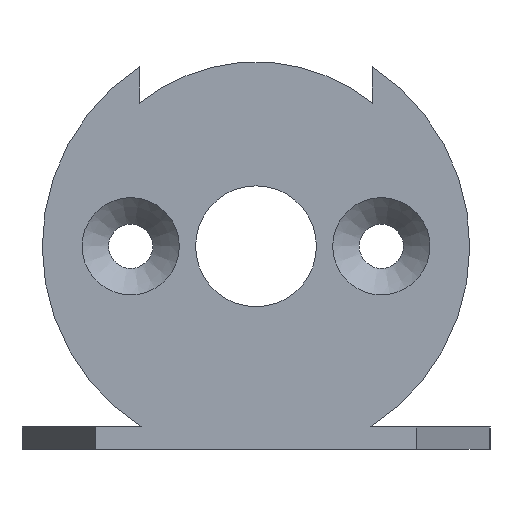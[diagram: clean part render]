
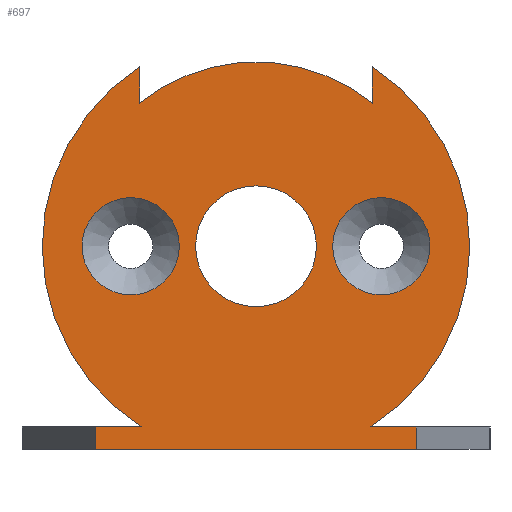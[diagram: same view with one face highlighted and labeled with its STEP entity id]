
A CAD part, front view. The second image highlights one B-rep face of the part: STEP entity #697.
In plain terms, the highlighted planar face has unit normal (0, -1, 0).
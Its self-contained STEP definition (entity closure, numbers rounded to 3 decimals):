
#20=FACE_BOUND('',#93,.T.);
#21=FACE_BOUND('',#94,.T.);
#22=FACE_BOUND('',#95,.T.);
#32=PLANE('',#755);
#54=FACE_OUTER_BOUND('',#92,.T.);
#92=EDGE_LOOP('',(#488,#489,#490,#491,#492,#493,#494,#495,#496,#497,#498,
#499));
#93=EDGE_LOOP('',(#500));
#94=EDGE_LOOP('',(#501));
#95=EDGE_LOOP('',(#502));
#144=LINE('',#1059,#212);
#145=LINE('',#1061,#213);
#146=LINE('',#1063,#214);
#147=LINE('',#1065,#215);
#148=LINE('',#1067,#216);
#149=LINE('',#1071,#217);
#150=LINE('',#1075,#218);
#151=LINE('',#1079,#219);
#212=VECTOR('',#843,10.);
#213=VECTOR('',#844,10.);
#214=VECTOR('',#845,10.);
#215=VECTOR('',#846,10.);
#216=VECTOR('',#847,10.);
#217=VECTOR('',#850,10.);
#218=VECTOR('',#853,10.);
#219=VECTOR('',#856,10.);
#282=CIRCLE('',#756,14.5);
#283=CIRCLE('',#757,12.5);
#284=CIRCLE('',#758,12.5);
#285=CIRCLE('',#759,14.5);
#286=CIRCLE('',#760,3.3);
#287=CIRCLE('',#761,4.1);
#288=CIRCLE('',#762,3.3);
#320=VERTEX_POINT('',#1057);
#321=VERTEX_POINT('',#1058);
#322=VERTEX_POINT('',#1060);
#323=VERTEX_POINT('',#1062);
#324=VERTEX_POINT('',#1064);
#325=VERTEX_POINT('',#1066);
#326=VERTEX_POINT('',#1068);
#327=VERTEX_POINT('',#1070);
#328=VERTEX_POINT('',#1072);
#329=VERTEX_POINT('',#1074);
#330=VERTEX_POINT('',#1076);
#331=VERTEX_POINT('',#1078);
#332=VERTEX_POINT('',#1081);
#333=VERTEX_POINT('',#1083);
#334=VERTEX_POINT('',#1085);
#386=EDGE_CURVE('',#320,#321,#144,.T.);
#387=EDGE_CURVE('',#321,#322,#145,.T.);
#388=EDGE_CURVE('',#322,#323,#146,.T.);
#389=EDGE_CURVE('',#323,#324,#147,.T.);
#390=EDGE_CURVE('',#324,#325,#148,.T.);
#391=EDGE_CURVE('',#325,#326,#282,.T.);
#392=EDGE_CURVE('',#326,#327,#149,.T.);
#393=EDGE_CURVE('',#327,#328,#283,.T.);
#394=EDGE_CURVE('',#328,#329,#150,.T.);
#395=EDGE_CURVE('',#329,#330,#284,.T.);
#396=EDGE_CURVE('',#330,#331,#151,.T.);
#397=EDGE_CURVE('',#331,#320,#285,.T.);
#398=EDGE_CURVE('',#332,#332,#286,.T.);
#399=EDGE_CURVE('',#333,#333,#287,.F.);
#400=EDGE_CURVE('',#334,#334,#288,.T.);
#488=ORIENTED_EDGE('',*,*,#386,.T.);
#489=ORIENTED_EDGE('',*,*,#387,.T.);
#490=ORIENTED_EDGE('',*,*,#388,.T.);
#491=ORIENTED_EDGE('',*,*,#389,.T.);
#492=ORIENTED_EDGE('',*,*,#390,.T.);
#493=ORIENTED_EDGE('',*,*,#391,.T.);
#494=ORIENTED_EDGE('',*,*,#392,.T.);
#495=ORIENTED_EDGE('',*,*,#393,.T.);
#496=ORIENTED_EDGE('',*,*,#394,.T.);
#497=ORIENTED_EDGE('',*,*,#395,.T.);
#498=ORIENTED_EDGE('',*,*,#396,.T.);
#499=ORIENTED_EDGE('',*,*,#397,.T.);
#500=ORIENTED_EDGE('',*,*,#398,.F.);
#501=ORIENTED_EDGE('',*,*,#399,.T.);
#502=ORIENTED_EDGE('',*,*,#400,.F.);
#697=ADVANCED_FACE('',(#54,#20,#21,#22),#32,.T.);
#755=AXIS2_PLACEMENT_3D('',#1056,#841,#842);
#756=AXIS2_PLACEMENT_3D('',#1069,#848,#849);
#757=AXIS2_PLACEMENT_3D('',#1073,#851,#852);
#758=AXIS2_PLACEMENT_3D('',#1077,#854,#855);
#759=AXIS2_PLACEMENT_3D('',#1080,#857,#858);
#760=AXIS2_PLACEMENT_3D('',#1082,#859,#860);
#761=AXIS2_PLACEMENT_3D('',#1084,#861,#862);
#762=AXIS2_PLACEMENT_3D('',#1086,#863,#864);
#841=DIRECTION('center_axis',(0.,-1.,0.));
#842=DIRECTION('ref_axis',(1.,0.,0.));
#843=DIRECTION('',(-1.,0.,0.));
#844=DIRECTION('',(0.,0.,-1.));
#845=DIRECTION('',(1.,0.,0.));
#846=DIRECTION('',(0.,0.,1.));
#847=DIRECTION('',(-1.,0.,0.));
#848=DIRECTION('center_axis',(0.,-1.,0.));
#849=DIRECTION('ref_axis',(-1.,0.,0.));
#850=DIRECTION('',(0.,0.,-1.));
#851=DIRECTION('center_axis',(0.,-1.,0.));
#852=DIRECTION('ref_axis',(1.,0.,0.));
#853=DIRECTION('',(-1.,0.,0.));
#854=DIRECTION('center_axis',(0.,-1.,0.));
#855=DIRECTION('ref_axis',(1.,0.,0.));
#856=DIRECTION('',(0.,0.,1.));
#857=DIRECTION('center_axis',(0.,-1.,0.));
#858=DIRECTION('ref_axis',(-1.,0.,0.));
#859=DIRECTION('center_axis',(0.,-1.,0.));
#860=DIRECTION('ref_axis',(1.,0.,0.));
#861=DIRECTION('center_axis',(0.,-1.,0.));
#862=DIRECTION('ref_axis',(1.,0.,0.));
#863=DIRECTION('center_axis',(0.,-1.,0.));
#864=DIRECTION('ref_axis',(1.,0.,0.));
#1056=CARTESIAN_POINT('Origin',(0.,-28.132,28.115));
#1057=CARTESIAN_POINT('',(-7.742,-28.132,16.105));
#1058=CARTESIAN_POINT('',(-10.874,-28.132,16.105));
#1059=CARTESIAN_POINT('',(-5.515,-28.132,16.105));
#1060=CARTESIAN_POINT('',(-10.874,-28.132,14.605));
#1061=CARTESIAN_POINT('',(-10.874,-28.132,21.99));
#1062=CARTESIAN_POINT('',(10.874,-28.132,14.605));
#1063=CARTESIAN_POINT('',(0.,-28.132,14.605));
#1064=CARTESIAN_POINT('',(10.874,-28.132,16.105));
#1065=CARTESIAN_POINT('',(10.874,-28.132,15.24));
#1066=CARTESIAN_POINT('',(7.742,-28.132,16.105));
#1067=CARTESIAN_POINT('',(3.871,-28.132,16.105));
#1068=CARTESIAN_POINT('',(7.874,-28.132,40.541));
#1069=CARTESIAN_POINT('Origin',(0.,-28.132,
28.365));
#1070=CARTESIAN_POINT('',(7.874,-28.132,38.074));
#1071=CARTESIAN_POINT('',(7.874,-28.132,42.865));
#1072=CARTESIAN_POINT('',(1.223,-28.132,40.805));
#1073=CARTESIAN_POINT('Origin',(0.,-28.132,28.365));
#1074=CARTESIAN_POINT('',(-1.223,-28.132,40.805));
#1075=CARTESIAN_POINT('',(0.12,-28.132,40.805));
#1076=CARTESIAN_POINT('',(-7.874,-28.132,38.074));
#1077=CARTESIAN_POINT('Origin',(0.,-28.132,28.365));
#1078=CARTESIAN_POINT('',(-7.874,-28.132,40.541));
#1079=CARTESIAN_POINT('',(-7.874,-28.132,40.805));
#1080=CARTESIAN_POINT('Origin',(0.,-28.132,
28.365));
#1081=CARTESIAN_POINT('',(5.2,-28.132,28.365));
#1082=CARTESIAN_POINT('Origin',(8.5,-28.132,28.365));
#1083=CARTESIAN_POINT('',(-4.1,-28.132,28.365));
#1084=CARTESIAN_POINT('Origin',(0.,-28.132,28.365));
#1085=CARTESIAN_POINT('',(-11.8,-28.132,28.365));
#1086=CARTESIAN_POINT('Origin',(-8.5,-28.132,28.365));
